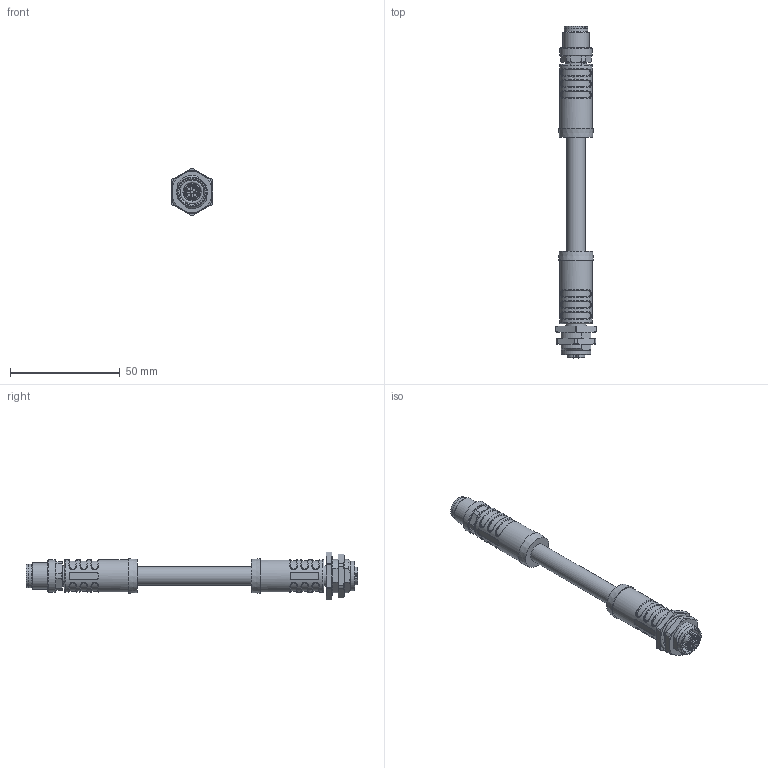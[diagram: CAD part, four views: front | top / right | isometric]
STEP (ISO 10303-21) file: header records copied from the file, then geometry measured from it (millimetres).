
FILE_DESCRIPTION(/* description */ (''),/* implementation_level */ '2;1');
FILE_NAME(/* name */ 'RA-FKFDSX8-L-RA-WASSX8_S4005.stp',/* time_stamp */ '2017-03-02T14:17:24+01:00',/* author */ (''),/* organization */ (''),/* preprocessor_version */ 'ST-DEVELOPER v16',/* originating_system */ 'SIEMENS PLM Software NX 10.0',/* authorisation */ '');
FILE_SCHEMA (('AUTOMOTIVE_DESIGN { 1 0 10303 214 3 1 1 1 }'));
Length unit declared in the file: millimetre
Products named in the file (1): RA-FKFDSX8-L-RA-WASSX8_S4005
Bounding box: 19 x 151 x 21.5 mm (x, y, z)
Volume: 18742.4 mm3; surface area: 8946.2 mm2
Topology: 1 solids, 1 shells, 586 faces, 1453 edges, 917 vertices
Faces by surface type: plane 210, cylinder 193, bspline 69, torus 64, cone 42, sphere 8
Full cylindrical faces by diameter (mm): 0.6 x8, 0.725 x8, 1.3 x8, 8.6 x1, 9.4 x1, 10.8 x1, 10.92 x1, 12 x1, 13.4 x1, 15 x3, 15.6 x1
Entity records: 19537 total; most frequent: CARTESIAN_POINT 6408, DIRECTION 2739, ORIENTED_EDGE 2674, EDGE_CURVE 1337, AXIS2_PLACEMENT_3D 1108, VERTEX_POINT 867, EDGE_LOOP 708, ADVANCED_FACE 586
